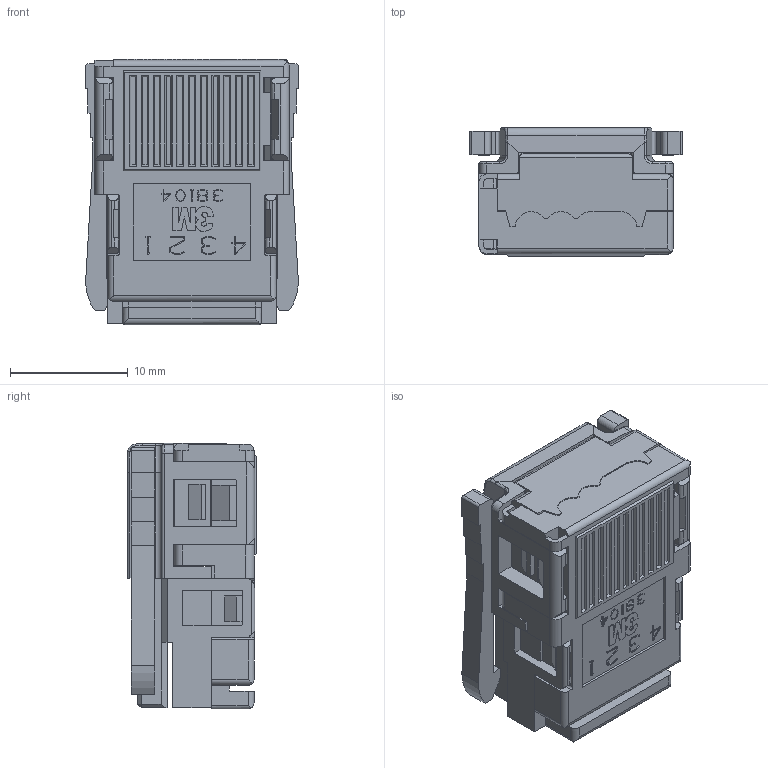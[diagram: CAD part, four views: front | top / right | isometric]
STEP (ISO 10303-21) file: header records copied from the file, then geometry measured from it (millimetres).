
FILE_DESCRIPTION(/* description */ (''),/* implementation_level */ '2;1');
FILE_NAME(/* name */ 'ELEC_Connector_38104-0018-000FL.ipt.stp',/* time_stamp */ '2016-01-07T16:39:00-08:00',/* author */ ('Autodesk Inc.'),/* organization */ ('Autodesk Inc.'),/* preprocessor_version */ 'ST-DEVELOPER v16.1',/* originating_system */ 'Autodesk Inventor 2016',/* authorisation */ '');
FILE_SCHEMA (('AUTOMOTIVE_DESIGN { 1 0 10303 214 3 1 1 }'));
Length unit declared in the file: millimetre
Products named in the file (1): ELEC_Connector_38104-0018-000FL
Bounding box: 18.1 x 10.95 x 22.6 mm (x, y, z)
Volume: 2771.1 mm3; surface area: 3874.7 mm2
Topology: 2 solids, 10 shells, 1172 faces, 3225 edges, 2116 vertices
Faces by surface type: plane 989, cylinder 163, torus 10, bspline 10
Entity records: 37158 total; most frequent: CARTESIAN_POINT 6998, ORIENTED_EDGE 6450, DIRECTION 5879, EDGE_CURVE 3225, LINE 2849, VECTOR 2849, VERTEX_POINT 2116, AXIS2_PLACEMENT_3D 1515
